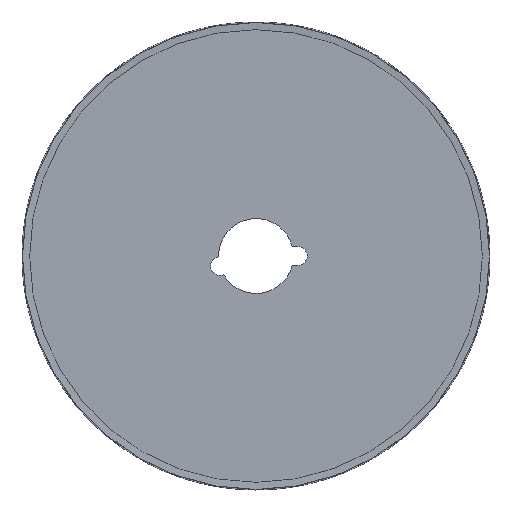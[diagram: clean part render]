
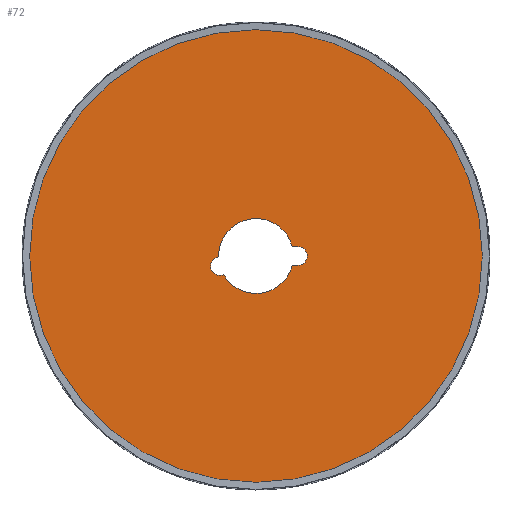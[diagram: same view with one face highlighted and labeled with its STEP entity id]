
A CAD part, top view. The second image highlights one B-rep face of the part: STEP entity #72.
In plain terms, the highlighted planar face has unit normal (0, 0, 1).
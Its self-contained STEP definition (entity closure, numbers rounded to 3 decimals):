
#72=ADVANCED_FACE('',(#137,#138),#88,.F.);
#88=PLANE('',#383);
#101=LINE('',#545,#121);
#102=LINE('',#546,#122);
#103=LINE('',#550,#123);
#104=LINE('',#551,#124);
#121=VECTOR('',#446,1.);
#122=VECTOR('',#447,1.);
#123=VECTOR('',#450,1.);
#124=VECTOR('',#451,1.);
#137=FACE_BOUND('',#161,.T.);
#138=FACE_BOUND('',#162,.T.);
#161=EDGE_LOOP('',(#207));
#162=EDGE_LOOP('',(#208,#209,#210,#211,#212,#213,#214,#215,#216));
#207=ORIENTED_EDGE('',*,*,#302,.F.);
#208=ORIENTED_EDGE('',*,*,#303,.T.);
#209=ORIENTED_EDGE('',*,*,#304,.T.);
#210=ORIENTED_EDGE('',*,*,#298,.T.);
#211=ORIENTED_EDGE('',*,*,#297,.T.);
#212=ORIENTED_EDGE('',*,*,#305,.T.);
#213=ORIENTED_EDGE('',*,*,#306,.T.);
#214=ORIENTED_EDGE('',*,*,#307,.T.);
#215=ORIENTED_EDGE('',*,*,#300,.T.);
#216=ORIENTED_EDGE('',*,*,#308,.T.);
#267=VERTEX_POINT('',#526);
#268=VERTEX_POINT('',#528);
#269=VERTEX_POINT('',#530);
#270=VERTEX_POINT('',#534);
#271=VERTEX_POINT('',#536);
#272=VERTEX_POINT('',#540);
#273=VERTEX_POINT('',#543);
#274=VERTEX_POINT('',#544);
#275=VERTEX_POINT('',#547);
#276=VERTEX_POINT('',#549);
#297=EDGE_CURVE('',#269,#268,#327,.T.);
#298=EDGE_CURVE('',#267,#269,#328,.T.);
#300=EDGE_CURVE('',#271,#270,#329,.T.);
#302=EDGE_CURVE('',#272,#272,#330,.T.);
#303=EDGE_CURVE('',#273,#274,#331,.T.);
#304=EDGE_CURVE('',#274,#267,#101,.T.);
#305=EDGE_CURVE('',#268,#275,#102,.T.);
#306=EDGE_CURVE('',#275,#276,#332,.T.);
#307=EDGE_CURVE('',#276,#271,#103,.T.);
#308=EDGE_CURVE('',#270,#273,#104,.T.);
#327=CIRCLE('',#374,20.);
#328=CIRCLE('',#375,20.);
#329=CIRCLE('',#377,20.);
#330=CIRCLE('',#379,124.4);
#331=CIRCLE('',#381,5.);
#332=CIRCLE('',#382,5.);
#374=AXIS2_PLACEMENT_3D('',#529,#428,#429);
#375=AXIS2_PLACEMENT_3D('',#531,#430,#431);
#377=AXIS2_PLACEMENT_3D('',#535,#435,#436);
#379=AXIS2_PLACEMENT_3D('',#539,#440,#441);
#381=AXIS2_PLACEMENT_3D('',#542,#444,#445);
#382=AXIS2_PLACEMENT_3D('',#548,#448,#449);
#383=AXIS2_PLACEMENT_3D('',#552,#452,#453);
#428=DIRECTION('',(0.,0.,-1.));
#429=DIRECTION('',(-1.,0.,0.));
#430=DIRECTION('',(0.,0.,-1.));
#431=DIRECTION('',(-1.,0.,0.));
#435=DIRECTION('',(0.,0.,-1.));
#436=DIRECTION('',(-1.,0.,0.));
#440=DIRECTION('',(0.,0.,-1.));
#441=DIRECTION('',(-1.,0.,0.));
#444=DIRECTION('',(0.,0.,-1.));
#445=DIRECTION('',(-0.966,-0.259,0.));
#446=DIRECTION('',(0.966,0.259,0.));
#447=DIRECTION('',(1.,0.,0.));
#448=DIRECTION('',(0.,0.,-1.));
#449=DIRECTION('',(1.,0.,0.));
#450=DIRECTION('',(-1.,0.,0.));
#451=DIRECTION('',(-0.966,-0.259,0.));
#452=DIRECTION('',(0.,0.,-1.));
#453=DIRECTION('',(-1.,0.,0.));
#526=CARTESIAN_POINT('',(-21.194,-0.502,0.));
#528=CARTESIAN_POINT('',(18.165,5.,0.));
#529=CARTESIAN_POINT('',(-1.2,0.,0.));
#530=CARTESIAN_POINT('',(-21.2,0.,0.));
#531=CARTESIAN_POINT('',(-1.2,0.,0.));
#534=CARTESIAN_POINT('',(-18.451,-10.12,0.));
#535=CARTESIAN_POINT('',(-1.2,0.,0.));
#536=CARTESIAN_POINT('',(18.165,-5.,0.));
#539=CARTESIAN_POINT('',(-1.2,0.,0.));
#540=CARTESIAN_POINT('',(-125.6,0.,0.));
#542=CARTESIAN_POINT('',(-20.444,-5.478,0.));
#543=CARTESIAN_POINT('',(-19.15,-10.308,0.));
#544=CARTESIAN_POINT('',(-21.738,-0.648,0.));
#545=CARTESIAN_POINT('',(-21.738,-0.648,0.));
#546=CARTESIAN_POINT('',(18.165,5.,0.));
#547=CARTESIAN_POINT('',(21.165,5.,0.));
#548=CARTESIAN_POINT('',(21.165,0.,0.));
#549=CARTESIAN_POINT('',(21.165,-5.,0.));
#550=CARTESIAN_POINT('',(21.165,-5.,0.));
#551=CARTESIAN_POINT('',(-16.252,-9.531,0.));
#552=CARTESIAN_POINT('',(-1.2,0.,0.));
